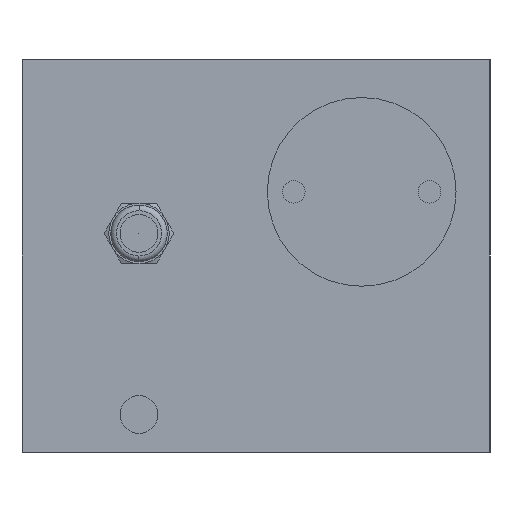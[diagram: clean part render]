
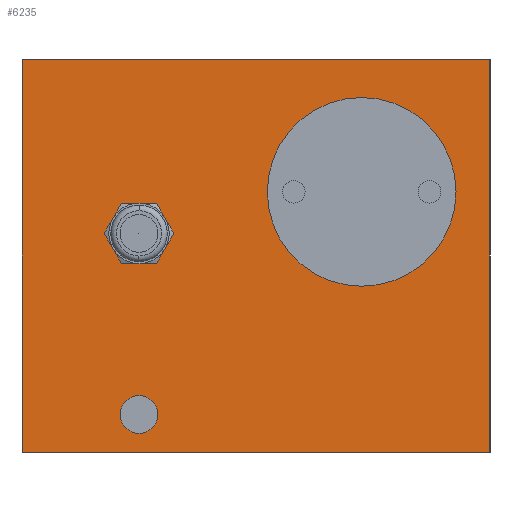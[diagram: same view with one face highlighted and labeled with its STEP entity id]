
A CAD part, left-side view. The second image highlights one B-rep face of the part: STEP entity #6235.
In plain terms, the highlighted planar face has unit normal (-1, 0, 0).
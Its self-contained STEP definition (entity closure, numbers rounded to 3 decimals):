
#58=DIRECTION('',(0.,-1.,0.));
#59=VECTOR('',#58,62.);
#60=CARTESIAN_POINT('',(0.,62.,0.));
#61=LINE('',#60,#59);
#681=DIRECTION('',(0.,0.,1.));
#682=VECTOR('',#681,52.);
#683=CARTESIAN_POINT('',(0.,62.,-52.));
#684=LINE('',#683,#682);
#725=DIRECTION('',(0.,-1.,0.));
#726=VECTOR('',#725,62.);
#727=CARTESIAN_POINT('',(0.,62.,-52.));
#728=LINE('',#727,#726);
#729=DIRECTION('',(0.,0.,1.));
#730=VECTOR('',#729,52.);
#731=CARTESIAN_POINT('',(0.,0.,-52.));
#732=LINE('',#731,#730);
#733=CARTESIAN_POINT('',(0.,17.,-17.5));
#734=DIRECTION('',(1.,0.,0.));
#735=DIRECTION('',(0.,0.,-1.));
#736=AXIS2_PLACEMENT_3D('',#733,#734,#735);
#738=CARTESIAN_POINT('',(0.,17.,-17.5));
#739=DIRECTION('',(1.,0.,0.));
#740=DIRECTION('',(0.,0.,1.));
#741=AXIS2_PLACEMENT_3D('',#738,#739,#740);
#743=CARTESIAN_POINT('',(0.,46.5,-47.));
#744=DIRECTION('',(1.,0.,0.));
#745=DIRECTION('',(0.,0.,-1.));
#746=AXIS2_PLACEMENT_3D('',#743,#744,#745);
#748=CARTESIAN_POINT('',(0.,46.5,-47.));
#749=DIRECTION('',(1.,0.,0.));
#750=DIRECTION('',(0.,0.,1.));
#751=AXIS2_PLACEMENT_3D('',#748,#749,#750);
#753=CARTESIAN_POINT('',(0.,46.5,-23.));
#754=DIRECTION('',(-1.,0.,0.));
#755=DIRECTION('',(0.,-0.866,0.5));
#756=AXIS2_PLACEMENT_3D('',#753,#754,#755);
#758=CARTESIAN_POINT('',(0.,46.5,-23.));
#759=DIRECTION('',(-1.,0.,0.));
#760=DIRECTION('',(0.,0.,1.));
#761=AXIS2_PLACEMENT_3D('',#758,#759,#760);
#763=CARTESIAN_POINT('',(0.,46.5,-23.));
#764=DIRECTION('',(-1.,0.,0.));
#765=DIRECTION('',(0.,0.866,0.5));
#766=AXIS2_PLACEMENT_3D('',#763,#764,#765);
#768=CARTESIAN_POINT('',(0.,46.5,-23.));
#769=DIRECTION('',(-1.,0.,0.));
#770=DIRECTION('',(0.,0.866,-0.5));
#771=AXIS2_PLACEMENT_3D('',#768,#769,#770);
#773=CARTESIAN_POINT('',(0.,46.5,-23.));
#774=DIRECTION('',(-1.,0.,0.));
#775=DIRECTION('',(0.,0.,-1.));
#776=AXIS2_PLACEMENT_3D('',#773,#774,#775);
#778=CARTESIAN_POINT('',(0.,46.5,-23.));
#779=DIRECTION('',(-1.,0.,0.));
#780=DIRECTION('',(0.,-0.866,-0.5));
#781=AXIS2_PLACEMENT_3D('',#778,#779,#780);
#4373=CARTESIAN_POINT('',(0.,0.,-52.));
#4374=VERTEX_POINT('',#4373);
#4375=CARTESIAN_POINT('',(0.,62.,-52.));
#4376=VERTEX_POINT('',#4375);
#4397=CARTESIAN_POINT('',(0.,0.,0.));
#4398=VERTEX_POINT('',#4397);
#4403=CARTESIAN_POINT('',(0.,62.,0.));
#4404=VERTEX_POINT('',#4403);
#4405=CARTESIAN_POINT('',(0.,17.,-30.));
#4406=CARTESIAN_POINT('',(0.,17.,-5.));
#4407=VERTEX_POINT('',#4405);
#4408=VERTEX_POINT('',#4406);
#4409=CARTESIAN_POINT('',(0.,46.5,-49.5));
#4410=CARTESIAN_POINT('',(0.,46.5,-44.5));
#4411=VERTEX_POINT('',#4409);
#4412=VERTEX_POINT('',#4410);
#5571=CARTESIAN_POINT('',(0.,43.036,-21.));
#5572=CARTESIAN_POINT('',(0.,46.5,-19.));
#5573=VERTEX_POINT('',#5571);
#5574=VERTEX_POINT('',#5572);
#5575=CARTESIAN_POINT('',(0.,49.964,-25.));
#5576=CARTESIAN_POINT('',(0.,46.5,-27.));
#5577=VERTEX_POINT('',#5575);
#5578=VERTEX_POINT('',#5576);
#5579=CARTESIAN_POINT('',(0.,43.036,-25.));
#5580=VERTEX_POINT('',#5579);
#5581=CARTESIAN_POINT('',(0.,49.964,-21.));
#5582=VERTEX_POINT('',#5581);
#6197=CARTESIAN_POINT('',(0.,31.,-26.));
#6198=DIRECTION('',(1.,0.,0.));
#6199=DIRECTION('',(0.,-1.,0.));
#6200=AXIS2_PLACEMENT_3D('',#6197,#6198,#6199);
#6201=PLANE('',#6200);
#6202=ORIENTED_EDGE('',*,*,#6082,.F.);
#6203=ORIENTED_EDGE('',*,*,#6168,.T.);
#6204=ORIENTED_EDGE('',*,*,#5637,.T.);
#6206=ORIENTED_EDGE('',*,*,#6205,.F.);
#6207=EDGE_LOOP('',(#6202,#6203,#6204,#6206));
#6208=FACE_OUTER_BOUND('',#6207,.F.);
#6210=ORIENTED_EDGE('',*,*,#6209,.F.);
#6212=ORIENTED_EDGE('',*,*,#6211,.F.);
#6213=EDGE_LOOP('',(#6210,#6212));
#6214=FACE_BOUND('',#6213,.F.);
#6216=ORIENTED_EDGE('',*,*,#6215,.F.);
#6218=ORIENTED_EDGE('',*,*,#6217,.F.);
#6219=EDGE_LOOP('',(#6216,#6218));
#6220=FACE_BOUND('',#6219,.F.);
#6222=ORIENTED_EDGE('',*,*,#6221,.T.);
#6224=ORIENTED_EDGE('',*,*,#6223,.T.);
#6226=ORIENTED_EDGE('',*,*,#6225,.T.);
#6228=ORIENTED_EDGE('',*,*,#6227,.T.);
#6230=ORIENTED_EDGE('',*,*,#6229,.T.);
#6232=ORIENTED_EDGE('',*,*,#6231,.T.);
#6233=EDGE_LOOP('',(#6222,#6224,#6226,#6228,#6230,#6232));
#6234=FACE_BOUND('',#6233,.F.);
#6235=ADVANCED_FACE('',(#6208,#6214,#6220,#6234),#6201,.F.);
#737=CIRCLE('',#736,12.5);
#742=CIRCLE('',#741,12.5);
#747=CIRCLE('',#746,2.5);
#752=CIRCLE('',#751,2.5);
#757=CIRCLE('',#756,4.);
#762=CIRCLE('',#761,4.);
#767=CIRCLE('',#766,4.);
#772=CIRCLE('',#771,4.);
#777=CIRCLE('',#776,4.);
#782=CIRCLE('',#781,4.);
#5637=EDGE_CURVE('',#4404,#4398,#61,.T.);
#6082=EDGE_CURVE('',#4376,#4374,#728,.T.);
#6168=EDGE_CURVE('',#4376,#4404,#684,.T.);
#6205=EDGE_CURVE('',#4374,#4398,#732,.T.);
#6209=EDGE_CURVE('',#4407,#4408,#737,.T.);
#6211=EDGE_CURVE('',#4408,#4407,#742,.T.);
#6215=EDGE_CURVE('',#4411,#4412,#747,.T.);
#6217=EDGE_CURVE('',#4412,#4411,#752,.T.);
#6221=EDGE_CURVE('',#5573,#5574,#757,.T.);
#6223=EDGE_CURVE('',#5574,#5582,#762,.T.);
#6225=EDGE_CURVE('',#5582,#5577,#767,.T.);
#6227=EDGE_CURVE('',#5577,#5578,#772,.T.);
#6229=EDGE_CURVE('',#5578,#5580,#777,.T.);
#6231=EDGE_CURVE('',#5580,#5573,#782,.T.);
